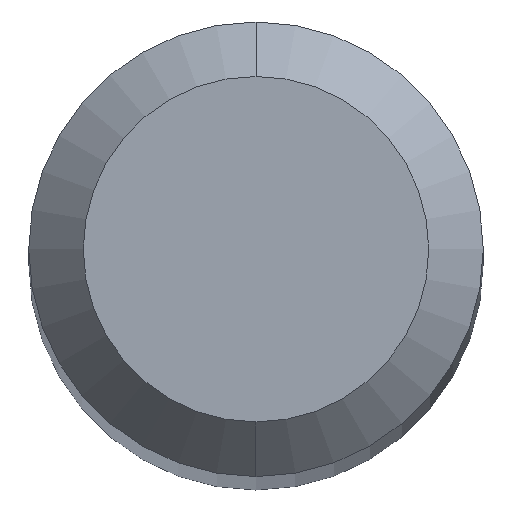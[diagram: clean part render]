
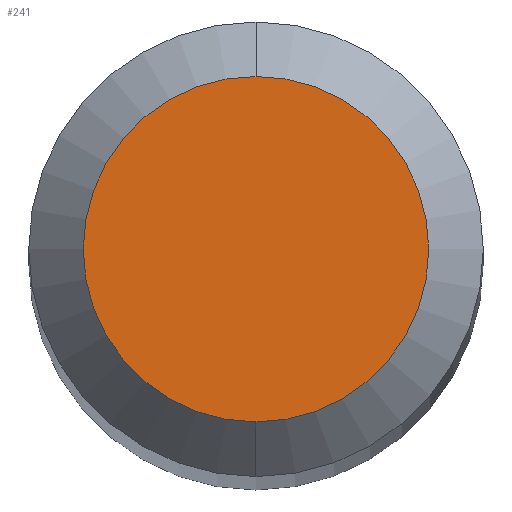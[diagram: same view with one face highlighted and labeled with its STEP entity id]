
A CAD part, top view. The second image highlights one B-rep face of the part: STEP entity #241.
In plain terms, the highlighted planar face has unit normal (0, 0, 1).
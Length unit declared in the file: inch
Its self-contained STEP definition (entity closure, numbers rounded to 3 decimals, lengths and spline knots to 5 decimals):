
#9 = VERTEX_POINT ( 'NONE', #264 ) ;
#32 = CARTESIAN_POINT ( 'NONE',  ( 0., 0., 0. ) ) ;
#41 = CIRCLE ( 'NONE', #347, 0.0475 ) ;
#55 = EDGE_CURVE ( 'NONE', #9, #392, #41, .T. ) ;
#57 = EDGE_CURVE ( 'NONE', #392, #9, #260, .T. ) ;
#76 = DIRECTION ( 'NONE',  ( 0., 1., 0. ) ) ;
#109 = DIRECTION ( 'NONE',  ( 0., 0., 1. ) ) ;
#116 = DIRECTION ( 'NONE',  ( 0., 0., -1. ) ) ;
#162 = EDGE_LOOP ( 'NONE', ( #338, #396 ) ) ;
#182 = DIRECTION ( 'NONE',  ( 0., 0., 1. ) ) ;
#205 = AXIS2_PLACEMENT_3D ( 'NONE', #32, #109, #348 ) ;
#232 = FACE_OUTER_BOUND ( 'NONE', #162, .T. ) ;
#241 = ADVANCED_FACE ( 'NONE', ( #232 ), #511, .F. ) ;
#258 = DIRECTION ( 'NONE',  ( 0., -1., 0. ) ) ;
#260 = CIRCLE ( 'NONE', #205, 0.0475 ) ;
#264 = CARTESIAN_POINT ( 'NONE',  ( 0., -0.0475, 0. ) ) ;
#338 = ORIENTED_EDGE ( 'NONE', *, *, #57, .T. ) ;
#347 = AXIS2_PLACEMENT_3D ( 'NONE', #506, #182, #258 ) ;
#348 = DIRECTION ( 'NONE',  ( 0., -1., 0. ) ) ;
#375 = AXIS2_PLACEMENT_3D ( 'NONE', #397, #116, #76 ) ;
#392 = VERTEX_POINT ( 'NONE', #449 ) ;
#396 = ORIENTED_EDGE ( 'NONE', *, *, #55, .T. ) ;
#397 = CARTESIAN_POINT ( 'NONE',  ( 0., 0.0475, 0. ) ) ;
#449 = CARTESIAN_POINT ( 'NONE',  ( 0., 0.0475, 0. ) ) ;
#506 = CARTESIAN_POINT ( 'NONE',  ( 0., 0., 0. ) ) ;
#511 = PLANE ( 'NONE',  #375 ) ;
